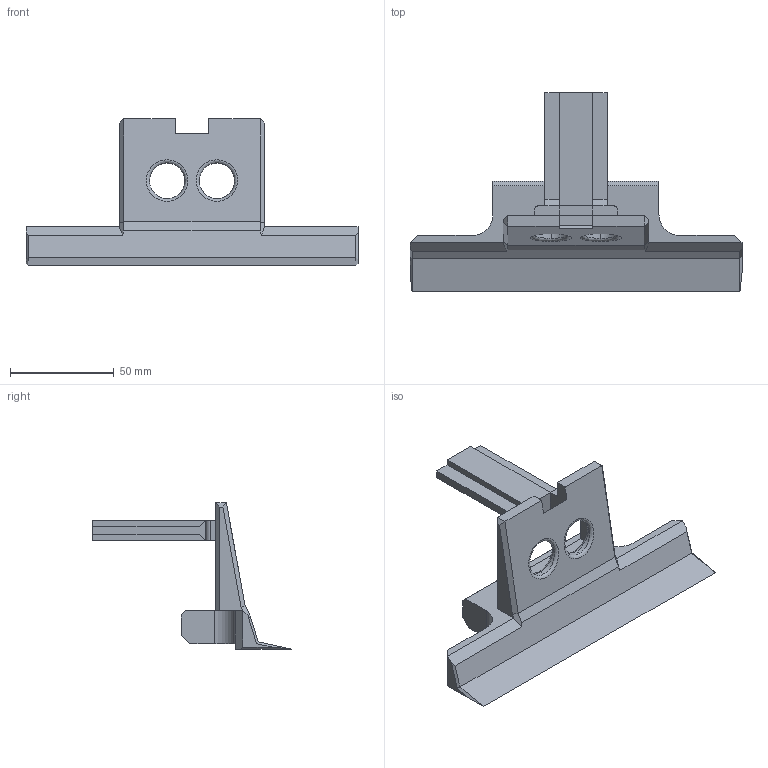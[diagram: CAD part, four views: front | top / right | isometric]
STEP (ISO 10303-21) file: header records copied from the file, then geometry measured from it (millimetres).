
FILE_DESCRIPTION(('HOOPS Exchange Step'),'2;1');
FILE_NAME('temp_export','2025-05-07T16:33:34+07:00',('ADMIN'),('Shapr3D Limited'),'HOOPS Exchange 2024.8','Shapr3D','Authorized');
FILE_SCHEMA( ('AP203_CONFIGURATION_CONTROLLED_3D_DESIGN_OF_MECHANICAL_PARTS_AND_ASSEMBLIES_MIM_LF') );
Length unit declared in the file: millimetre
Products named in the file (1): root
Bounding box: 160 x 95.8 x 70.5 mm (x, y, z)
Volume: 90457.6 mm3; surface area: 32827.7 mm2
Topology: 1 solids, 1 shells, 109 faces, 312 edges, 201 vertices
Faces by surface type: plane 91, cylinder 10, bspline 4, torus 4
Entity records: 5440 total; most frequent: CARTESIAN_POINT 2559, ORIENTED_EDGE 624, DIRECTION 548, EDGE_CURVE 312, VECTOR 268, LINE 268, VERTEX_POINT 201, AXIS2_PLACEMENT_3D 140
